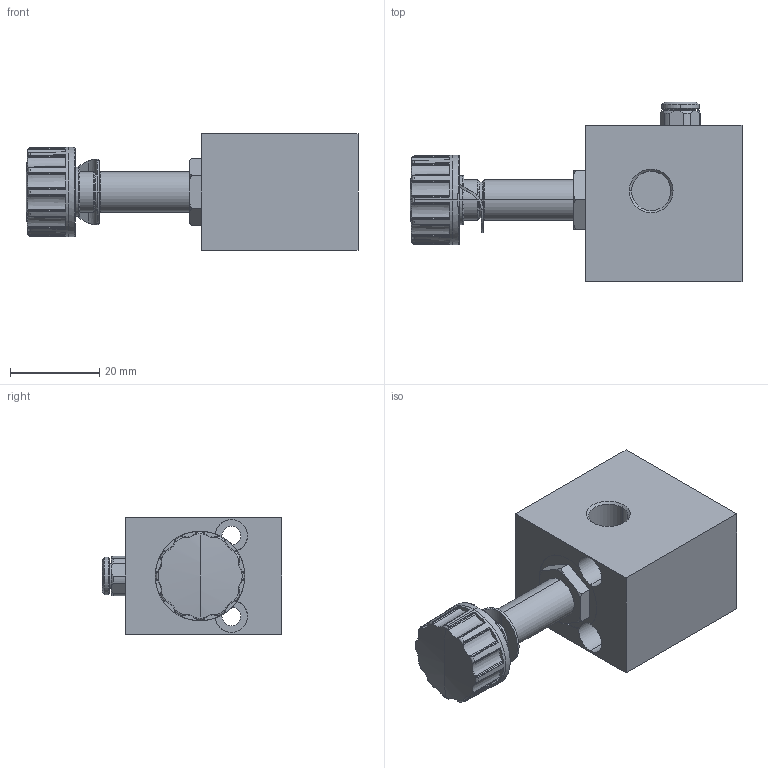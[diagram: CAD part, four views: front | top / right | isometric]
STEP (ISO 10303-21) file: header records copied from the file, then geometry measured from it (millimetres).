
FILE_DESCRIPTION (( 'STEP AP214' ), '1' );
FILE_NAME ('00_101_3.STEP', '2016-01-15T11:08:09', ( '' ), ( '' ), 'SwSTEP 2.0', 'SolidWorks 2016', '' );
FILE_SCHEMA (( 'AUTOMOTIVE_DESIGN' ));
Length unit declared in the file: millimetre
Products named in the file (1): 00_101_3
Bounding box: 74.2 x 40.2 x 26 mm (x, y, z)
Volume: 33943.5 mm3; surface area: 11695.1 mm2
Topology: 2 solids, 2 shells, 354 faces, 958 edges, 616 vertices
Faces by surface type: plane 134, cone 103, cylinder 63, torus 44, bspline 8, sphere 2
Entity records: 15386 total; most frequent: CARTESIAN_POINT 3578, ORIENTED_EDGE 1916, DIRECTION 1712, EDGE_CURVE 958, AXIS2_PLACEMENT_3D 690, VERTEX_POINT 616, EDGE_LOOP 372, ADVANCED_FACE 354
